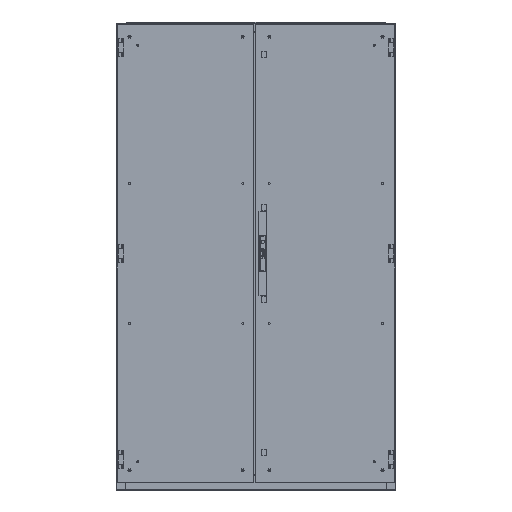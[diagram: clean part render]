
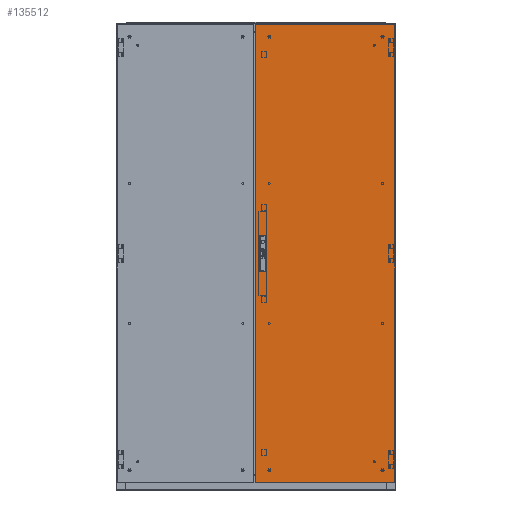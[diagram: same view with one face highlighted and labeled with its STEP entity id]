
A CAD part, top view. The second image highlights one B-rep face of the part: STEP entity #135512.
In plain terms, the highlighted planar face has unit normal (0, 0, 1).
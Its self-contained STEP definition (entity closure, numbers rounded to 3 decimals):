
#83 = EDGE_CURVE ( 'NONE', #28171, #64682, #83209, .T. ) ;
#183 = DIRECTION ( 'NONE',  ( 0., -1., 0. ) ) ;
#1292 = EDGE_CURVE ( 'NONE', #29527, #28171, #135583, .T. ) ;
#5974 = CARTESIAN_POINT ( 'NONE',  ( -300., 983.5, 0. ) ) ;
#8360 = EDGE_LOOP ( 'NONE', ( #27986, #18032, #9028, #135679 ) ) ;
#9028 = ORIENTED_EDGE ( 'NONE', *, *, #94172, .T. ) ;
#11652 = PLANE ( 'NONE',  #32688 ) ;
#13530 = ORIENTED_EDGE ( 'NONE', *, *, #1292, .T. ) ;
#15259 = EDGE_CURVE ( 'NONE', #56253, #126519, #57307, .T. ) ;
#16307 = CARTESIAN_POINT ( 'NONE',  ( -283.2, 78.5, 0. ) ) ;
#17404 = EDGE_CURVE ( 'NONE', #90416, #29527, #42898, .T. ) ;
#18032 = ORIENTED_EDGE ( 'NONE', *, *, #125762, .T. ) ;
#20478 = VECTOR ( 'NONE', #132541, 1000. ) ;
#24177 = CARTESIAN_POINT ( 'NONE',  ( -300., -983.5, 0. ) ) ;
#25801 = VERTEX_POINT ( 'NONE', #84663 ) ;
#27986 = ORIENTED_EDGE ( 'NONE', *, *, #15259, .F. ) ;
#28171 = VERTEX_POINT ( 'NONE', #145740 ) ;
#29527 = VERTEX_POINT ( 'NONE', #117674 ) ;
#32273 = ORIENTED_EDGE ( 'NONE', *, *, #17404, .T. ) ;
#32688 = AXIS2_PLACEMENT_3D ( 'NONE', #35201, #47007, #128892 ) ;
#33818 = DIRECTION ( 'NONE',  ( 1., 0., 0. ) ) ;
#35201 = CARTESIAN_POINT ( 'NONE',  ( 0., 0., 0. ) ) ;
#42898 = LINE ( 'NONE', #24177, #70396 ) ;
#43827 = CARTESIAN_POINT ( 'NONE',  ( -283.2, -78.5, 0. ) ) ;
#47007 = DIRECTION ( 'NONE',  ( 0., 0., 1. ) ) ;
#47157 = FACE_BOUND ( 'NONE', #8360, .T. ) ;
#47600 = CARTESIAN_POINT ( 'NONE',  ( -283.2, 78.5, 0. ) ) ;
#55655 = DIRECTION ( 'NONE',  ( 0., 1., 0. ) ) ;
#56253 = VERTEX_POINT ( 'NONE', #47600 ) ;
#57307 = LINE ( 'NONE', #61668, #146916 ) ;
#60591 = EDGE_CURVE ( 'NONE', #126519, #25801, #146890, .T. ) ;
#61668 = CARTESIAN_POINT ( 'NONE',  ( -283.2, 0., 0. ) ) ;
#64682 = VERTEX_POINT ( 'NONE', #113833 ) ;
#70396 = VECTOR ( 'NONE', #94280, 1000. ) ;
#75602 = ORIENTED_EDGE ( 'NONE', *, *, #83, .T. ) ;
#83209 = LINE ( 'NONE', #5974, #145361 ) ;
#83798 = LINE ( 'NONE', #117616, #145950 ) ;
#84663 = CARTESIAN_POINT ( 'NONE',  ( -252.8, -78.5, 0. ) ) ;
#87468 = ORIENTED_EDGE ( 'NONE', *, *, #114776, .T. ) ;
#88021 = DIRECTION ( 'NONE',  ( -1., 0., 0. ) ) ;
#90416 = VERTEX_POINT ( 'NONE', #147468 ) ;
#94172 = EDGE_CURVE ( 'NONE', #98468, #25801, #103219, .T. ) ;
#94280 = DIRECTION ( 'NONE',  ( 1., 0., 0. ) ) ;
#98468 = VERTEX_POINT ( 'NONE', #143428 ) ;
#103219 = LINE ( 'NONE', #128755, #130753 ) ;
#105716 = FACE_OUTER_BOUND ( 'NONE', #105732, .T. ) ;
#105732 = EDGE_LOOP ( 'NONE', ( #13530, #75602, #87468, #32273 ) ) ;
#110247 = LINE ( 'NONE', #16307, #20478 ) ;
#113833 = CARTESIAN_POINT ( 'NONE',  ( -300., 983.5, 0. ) ) ;
#114776 = EDGE_CURVE ( 'NONE', #64682, #90416, #83798, .T. ) ;
#117616 = CARTESIAN_POINT ( 'NONE',  ( -300., 983.5, 0. ) ) ;
#117674 = CARTESIAN_POINT ( 'NONE',  ( 300., -983.5, 0. ) ) ;
#125650 = CARTESIAN_POINT ( 'NONE',  ( 300., 983.5, 0. ) ) ;
#125762 = EDGE_CURVE ( 'NONE', #56253, #98468, #110247, .T. ) ;
#126519 = VERTEX_POINT ( 'NONE', #43827 ) ;
#128005 = CARTESIAN_POINT ( 'NONE',  ( -283.2, -78.5, 0. ) ) ;
#128755 = CARTESIAN_POINT ( 'NONE',  ( -252.8, 0., 0. ) ) ;
#128880 = DIRECTION ( 'NONE',  ( 0., -1., 0. ) ) ;
#128892 = DIRECTION ( 'NONE',  ( 1., 0., 0. ) ) ;
#130753 = VECTOR ( 'NONE', #183, 1000. ) ;
#132541 = DIRECTION ( 'NONE',  ( 1., 0., 0. ) ) ;
#135512 = ADVANCED_FACE ( 'NONE', ( #105716, #47157 ), #11652, .T. ) ;
#135583 = LINE ( 'NONE', #125650, #146567 ) ;
#135679 = ORIENTED_EDGE ( 'NONE', *, *, #60591, .F. ) ;
#143191 = VECTOR ( 'NONE', #33818, 1000. ) ;
#143428 = CARTESIAN_POINT ( 'NONE',  ( -252.8, 78.5, 0. ) ) ;
#143484 = DIRECTION ( 'NONE',  ( 0., -1., 0. ) ) ;
#145361 = VECTOR ( 'NONE', #88021, 1000. ) ;
#145740 = CARTESIAN_POINT ( 'NONE',  ( 300., 983.5, 0. ) ) ;
#145950 = VECTOR ( 'NONE', #128880, 1000. ) ;
#146567 = VECTOR ( 'NONE', #55655, 1000. ) ;
#146890 = LINE ( 'NONE', #128005, #143191 ) ;
#146916 = VECTOR ( 'NONE', #143484, 1000. ) ;
#147468 = CARTESIAN_POINT ( 'NONE',  ( -300., -983.5, 0. ) ) ;
